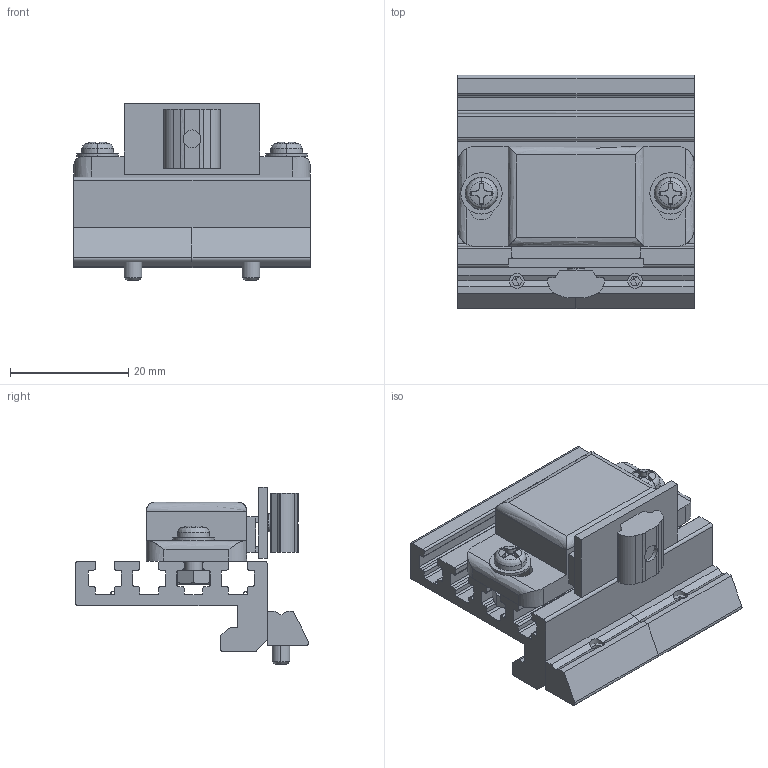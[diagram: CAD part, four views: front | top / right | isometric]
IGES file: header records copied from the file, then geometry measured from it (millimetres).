
Start section: 3D InterOp IGES (v. 2019 1.0.1), Spatial Corp. Copyright (c) 1999-2017.
Global section: file name: MD40-SF.igs; native system: Spatial Corp.; preprocessor: 3D InterOp GENERIC/IGES 3.0; author: Noname; organization: Noname; date: 20220606.180620; units: millimetre
Bounding box: 40 x 39.49 x 30 mm (x, y, z)
Surface area: 12278.6 mm2 (no closed solid volume)
Topology: 0 solids, 0 shells, 388 faces, 2064 edges, 2060 vertices
Faces by surface type: extrusion 224, revolution 164
